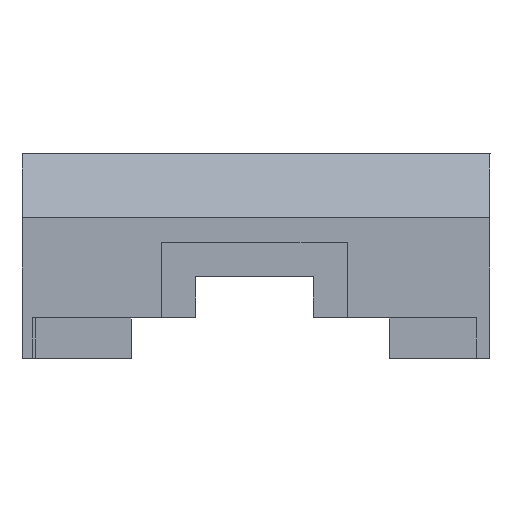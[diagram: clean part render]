
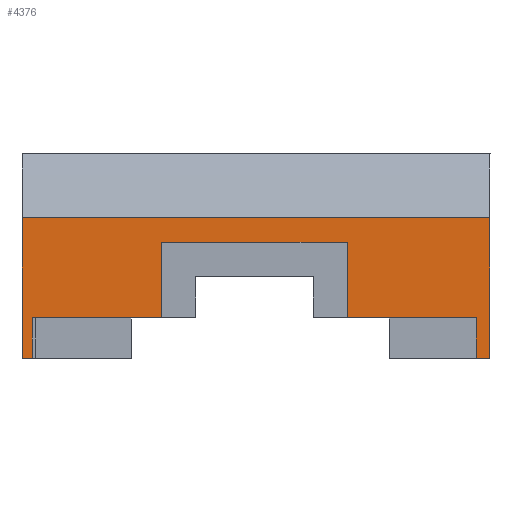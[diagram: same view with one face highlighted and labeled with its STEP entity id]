
A CAD part, left-side view. The second image highlights one B-rep face of the part: STEP entity #4376.
In plain terms, the highlighted planar face has unit normal (-1, 0, 0).
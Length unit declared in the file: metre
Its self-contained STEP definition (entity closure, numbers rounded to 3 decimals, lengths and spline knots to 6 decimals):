
#977=ORIENTED_EDGE('',*,*,#1843,.T.);
#978=ORIENTED_EDGE('',*,*,#1844,.T.);
#979=ORIENTED_EDGE('',*,*,#1561,.T.);
#980=ORIENTED_EDGE('',*,*,#1706,.F.);
#981=ORIENTED_EDGE('',*,*,#1845,.F.);
#982=ORIENTED_EDGE('',*,*,#1846,.T.);
#983=ORIENTED_EDGE('',*,*,#1847,.F.);
#984=ORIENTED_EDGE('',*,*,#1698,.F.);
#985=ORIENTED_EDGE('',*,*,#1702,.F.);
#986=ORIENTED_EDGE('',*,*,#1663,.F.);
#987=ORIENTED_EDGE('',*,*,#1848,.T.);
#988=ORIENTED_EDGE('',*,*,#1849,.T.);
#1561=EDGE_CURVE('',#2100,#2099,#2590,.T.);
#1663=EDGE_CURVE('',#2182,#2183,#2690,.T.);
#1698=EDGE_CURVE('',#2200,#2201,#2723,.T.);
#1702=EDGE_CURVE('',#2183,#2200,#2727,.T.);
#1706=EDGE_CURVE('',#2206,#2099,#2731,.T.);
#1843=EDGE_CURVE('',#2275,#2276,#2868,.T.);
#1844=EDGE_CURVE('',#2276,#2100,#2869,.T.);
#1845=EDGE_CURVE('',#2277,#2206,#2870,.T.);
#1846=EDGE_CURVE('',#2277,#2278,#2871,.T.);
#1847=EDGE_CURVE('',#2201,#2278,#2872,.T.);
#1848=EDGE_CURVE('',#2182,#2279,#2873,.T.);
#1849=EDGE_CURVE('',#2279,#2275,#2874,.T.);
#2099=VERTEX_POINT('',#6264);
#2100=VERTEX_POINT('',#6266);
#2182=VERTEX_POINT('',#6491);
#2183=VERTEX_POINT('',#6493);
#2200=VERTEX_POINT('',#6634);
#2201=VERTEX_POINT('',#6636);
#2206=VERTEX_POINT('',#6651);
#2275=VERTEX_POINT('',#6926);
#2276=VERTEX_POINT('',#6927);
#2277=VERTEX_POINT('',#6930);
#2278=VERTEX_POINT('',#6932);
#2279=VERTEX_POINT('',#6935);
#2590=LINE('',#6265,#3198);
#2690=LINE('',#6492,#3298);
#2723=LINE('',#6635,#3331);
#2727=LINE('',#6643,#3335);
#2731=LINE('',#6652,#3339);
#2868=LINE('',#6925,#3476);
#2869=LINE('',#6928,#3477);
#2870=LINE('',#6929,#3478);
#2871=LINE('',#6931,#3479);
#2872=LINE('',#6933,#3480);
#2873=LINE('',#6934,#3481);
#2874=LINE('',#6936,#3482);
#3198=VECTOR('',#5070,1.);
#3298=VECTOR('',#5206,1.);
#3331=VECTOR('',#5263,1.);
#3335=VECTOR('',#5271,1.);
#3339=VECTOR('',#5277,1.);
#3476=VECTOR('',#5550,1.);
#3477=VECTOR('',#5551,1.);
#3478=VECTOR('',#5552,1.);
#3479=VECTOR('',#5553,1.);
#3480=VECTOR('',#5554,1.);
#3481=VECTOR('',#5555,1.);
#3482=VECTOR('',#5556,1.);
#3707=EDGE_LOOP('',(#977,#978,#979,#980,#981,#982,#983,#984,#985,#986,#987,
#988));
#3950=FACE_BOUND('',#3707,.T.);
#4174=PLANE('',#4591);
#4376=ADVANCED_FACE('',(#3950),#4174,.T.);
#4591=AXIS2_PLACEMENT_3D('',#6924,#5548,#5549);
#5070=DIRECTION('',(0.,0.,-1.));
#5206=DIRECTION('',(0.,1.,0.));
#5263=DIRECTION('',(0.,1.,0.));
#5271=DIRECTION('',(0.,0.,-1.));
#5277=DIRECTION('',(0.,1.,0.));
#5548=DIRECTION('',(-1.,0.,0.));
#5549=DIRECTION('',(0.,0.,1.));
#5550=DIRECTION('',(0.,0.,-1.));
#5551=DIRECTION('',(0.,-1.,0.));
#5552=DIRECTION('',(0.,0.,-1.));
#5553=DIRECTION('',(0.,1.,0.));
#5554=DIRECTION('',(0.,0.,1.));
#5555=DIRECTION('',(0.,0.,1.));
#5556=DIRECTION('',(0.,-1.,0.));
#6264=CARTESIAN_POINT('',(-0.0393,0.01875,-0.0623));
#6265=CARTESIAN_POINT('',(-0.0393,0.01875,-0.0593));
#6266=CARTESIAN_POINT('',(-0.0393,0.01875,-0.0593));
#6491=CARTESIAN_POINT('',(-0.0393,0.0418,-0.0593));
#6492=CARTESIAN_POINT('',(-0.0393,0.0277,-0.0593));
#6493=CARTESIAN_POINT('',(-0.0393,0.05125,-0.0593));
#6634=CARTESIAN_POINT('',(-0.0393,0.05125,-0.0623));
#6635=CARTESIAN_POINT('',(-0.0393,0.034875,-0.0623));
#6636=CARTESIAN_POINT('',(-0.0393,0.052,-0.0623));
#6643=CARTESIAN_POINT('',(-0.0393,0.05125,-0.0608));
#6651=CARTESIAN_POINT('',(-0.0393,0.01775,-0.0623));
#6652=CARTESIAN_POINT('',(-0.0393,0.034875,-0.0623));
#6924=CARTESIAN_POINT('',(-0.0393,0.0453,-0.0593));
#6925=CARTESIAN_POINT('',(-0.0393,0.0282,-0.05655));
#6926=CARTESIAN_POINT('',(-0.0393,0.0282,-0.0538));
#6927=CARTESIAN_POINT('',(-0.0393,0.0282,-0.0593));
#6928=CARTESIAN_POINT('',(-0.0393,0.0247,-0.0593));
#6929=CARTESIAN_POINT('',(-0.0393,0.01775,-0.0548));
#6930=CARTESIAN_POINT('',(-0.0393,0.01775,-0.052));
#6931=CARTESIAN_POINT('',(-0.0393,0.034875,-0.052));
#6932=CARTESIAN_POINT('',(-0.0393,0.052,-0.052));
#6933=CARTESIAN_POINT('',(-0.0393,0.052,-0.0548));
#6934=CARTESIAN_POINT('',(-0.0393,0.0418,-0.0593));
#6935=CARTESIAN_POINT('',(-0.0393,0.0418,-0.0538));
#6936=CARTESIAN_POINT('',(-0.0393,0.0453,-0.0538));
